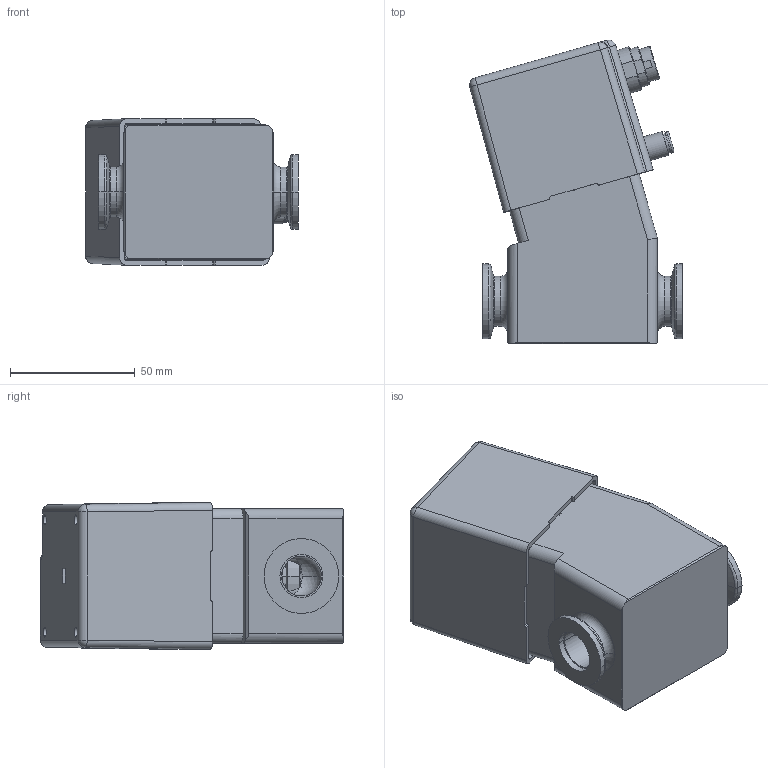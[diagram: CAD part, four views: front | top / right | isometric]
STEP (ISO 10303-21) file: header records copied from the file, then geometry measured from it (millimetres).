
FILE_DESCRIPTION (( 'STEP AP214' ), '1' );
FILE_NAME ('PAIV-S02130 SHELLED.STEP', '2025-12-04T17:19:07', ( '' ), ( '' ), 'SwSTEP 2.0', 'SolidWorks 2023', '' );
FILE_SCHEMA (( 'AUTOMOTIVE_DESIGN' ));
Length unit declared in the file: inch
Products named in the file (13): 39-01022_SHELLED; 29-00062_5225K506; 2000240557_SHELLED; 36-00435_extended; 2000194027_SHELLED; 22-00050; 35-01477; PAIV-S02130 SHELLED; 2000195047_FOR ASSEMBLY; 35-01473_SHELLED; 37-00107; 2000260384; 9551-00003M-20_91292A123
Assembly tree (12 placements, depth 4):
  PAIV-S02130 SHELLED
    2000260384
    2000240557_SHELLED
      39-01022_SHELLED
        36-00435_extended
        35-01477
        35-01473_SHELLED
      2000194027_SHELLED
      29-00062_5225K506
      37-00107
      9551-00003M-20_91292A123
      2000195047_FOR ASSEMBLY
        22-00050
Bounding box: 85.3 x 121.73 x 58.79 mm (x, y, z)
Volume: 220427.4 mm3; surface area: 111681.4 mm2
Topology: 9 solids, 12 shells, 1162 faces, 2895 edges, 1793 vertices
Faces by surface type: cylinder 427, plane 292, cone 170, torus 162, bspline 92, sphere 19
Entity records: 45352 total; most frequent: CARTESIAN_POINT 19348, ORIENTED_EDGE 5682, DIRECTION 5026, EDGE_CURVE 2848, AXIS2_PLACEMENT_3D 2002, VERTEX_POINT 1791, EDGE_LOOP 1300, ADVANCED_FACE 1162
